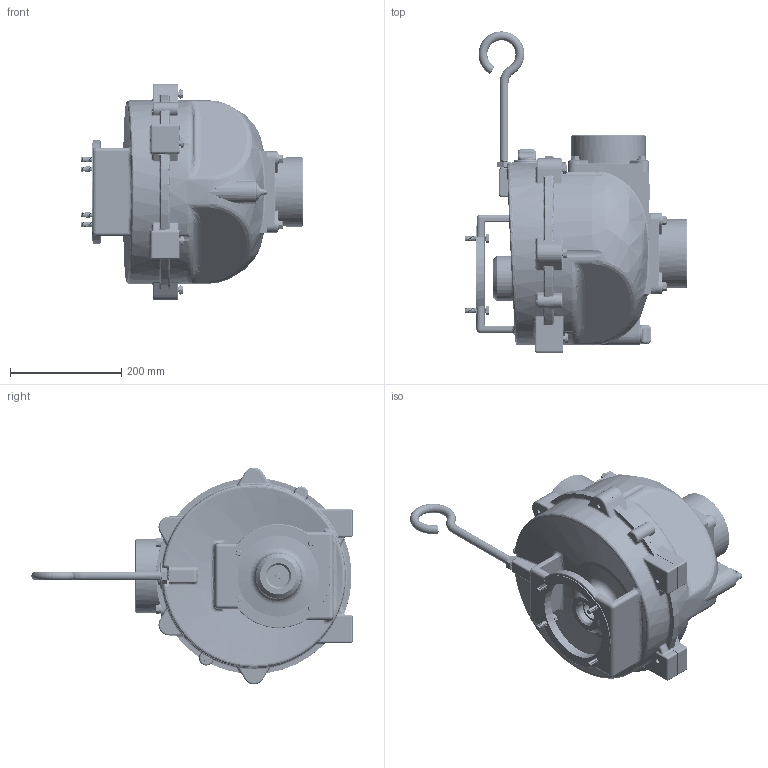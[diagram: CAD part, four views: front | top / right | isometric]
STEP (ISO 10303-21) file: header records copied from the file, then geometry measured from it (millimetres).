
FILE_DESCRIPTION(/* description */ ('4" CI PUMP ONLY'),/* implementation_level */ '2;1');
FILE_NAME(/* name */ '444POI.stp',/* time_stamp */ '2019-01-11T14:00:27+01:00',/* author */ ('ABell'),/* organization */ (''),/* preprocessor_version */ 'ST-DEVELOPER v17',/* originating_system */ 'Autodesk Inventor 2018',/* authorisation */ '');
FILE_SCHEMA (('AUTOMOTIVE_DESIGN { 1 0 10303 214 3 1 1 }'));
Products named in the file (32): 444POI; 16707; 16707X; 16020; 16712; 16712X; 16011; 16706; 16012; 16015; 16014; 16017; 16018; 16021; 16000; 16002; 16702; 16775; 16019A; 16019B; 16019C; 18435; 16765; 18034; 18033; 18027; 16901; V10264; V20018; V20011SS; 13777; 13778
Assembly tree (73 placements, depth 4):
  444POI
    16707
      16707X
      16020  x2
    16712
      16712X
      16011
      16706
        16012
        16015
        16014
        16017
        16018
        16021
      V20018  x8
      18027  x8
      16000
      16002
    16702
    16775
    16019A
    16019B
    16019C
    18435
    16765
    18034
    18033
    18027  x4
    16901
    V10264
    V20018  x13
    V20011SS  x9
    13777  x2
    13778  x2
Bounding box: 399.74 x 578.08 x 390.52 mm (x, y, z)
Volume: 6808913.6 mm3; surface area: 1830364.3 mm2
Topology: 70 solids, 70 shells, 6859 faces, 15897 edges, 9171 vertices
Faces by surface type: cylinder 2665, cone 2123, plane 1128, bspline 704, torus 178, sphere 61
Full cylindrical faces by diameter (mm): 6.35 x1, 7.112 x2, 7.798 x17, 9.512 x2, 9.525 x2, 9.601 x25, 9.906 x2, 9.982 x3, 10.16 x8, 10.312 x16, 10.49 x6, 11.125 x4, 11.43 x1, 13.127 x16, 13.386 x1, 14.287 x2, 15.875 x1, 17.78 x2, 22.631 x1, 23.368 x1, 23.767 x13, 23.812 x1, 24.13 x1, 25.4 x2, 29.718 x2, 31.75 x1, 33.274 x2, 36.525 x1, 39.687 x1, 41.275 x1
Entity records: 130238 total; most frequent: CARTESIAN_POINT 63967, ORIENTED_EDGE 14576, DIRECTION 11913, EDGE_CURVE 7288, AXIS2_PLACEMENT_3D 4512, VERTEX_POINT 4511, EDGE_LOOP 3105, LINE 2889
